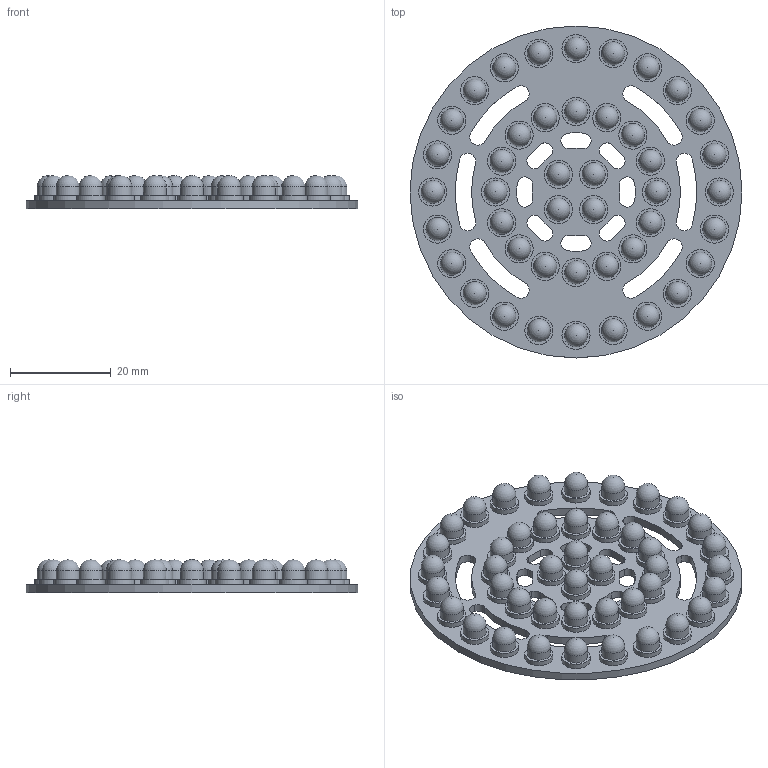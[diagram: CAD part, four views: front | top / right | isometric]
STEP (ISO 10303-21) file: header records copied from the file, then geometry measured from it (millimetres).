
FILE_DESCRIPTION(/* description */ (''),/* implementation_level */ '2;1');
FILE_NAME(/* name */ '4222 NeoPixel Triple Ring.step',/* time_stamp */ '2019-12-27T15:22:43-05:00',/* author */ (''),/* organization */ (''),/* preprocessor_version */ 'ST-DEVELOPER v18',/* originating_system */ 'Autodesk Translation Framework v8.12.0.6',/* authorisation */ '');
FILE_SCHEMA (('AUTOMOTIVE_DESIGN { 1 0 10303 214 3 1 1 }'));
Length unit declared in the file: millimetre
Products named in the file (3): NeoPixel Triple Ring; LEDs; PCB
Assembly tree (2 placements, depth 2):
  NeoPixel Triple Ring
    LEDs
    PCB
Bounding box: 66 x 66 x 6.6 mm (x, y, z)
Volume: 8249.1 mm3; surface area: 11619.6 mm2
Topology: 45 solids, 45 shells, 307 faces, 648 edges, 431 vertices
Faces by surface type: cylinder 173, plane 90, sphere 44
Full cylindrical faces by diameter (mm): 4.6 x44, 5.6 x44, 66 x1
Entity records: 8354 total; most frequent: DIRECTION 1659, CARTESIAN_POINT 1347, ORIENTED_EDGE 1208, AXIS2_PLACEMENT_3D 743, EDGE_CURVE 604, CIRCLE 431, VERTEX_POINT 431, EDGE_LOOP 379
